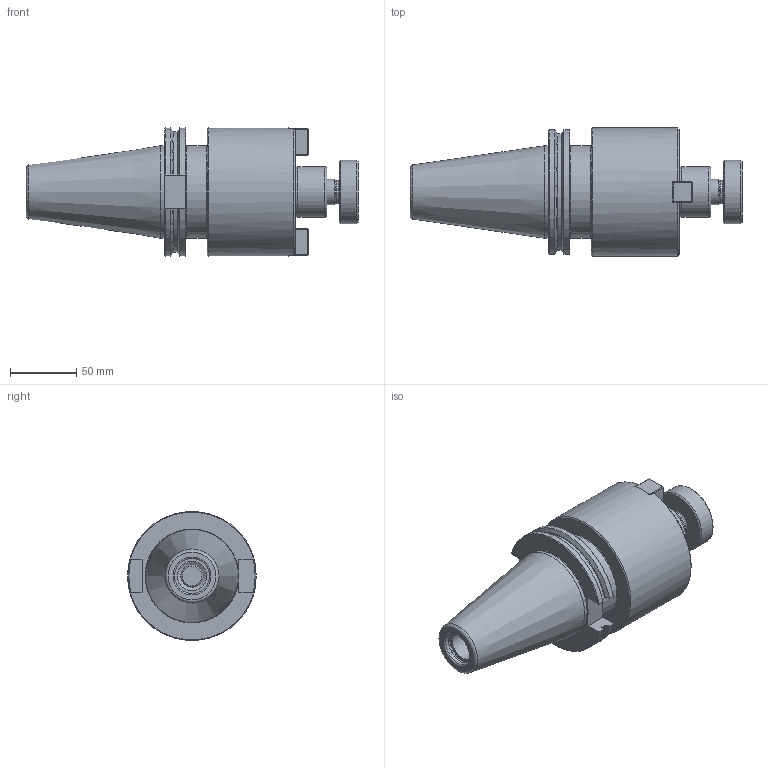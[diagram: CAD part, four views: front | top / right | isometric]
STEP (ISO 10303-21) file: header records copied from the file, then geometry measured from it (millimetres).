
FILE_DESCRIPTION(/* description */ (''),/* implementation_level */ '2;1');
FILE_NAME(/* name */ 'CAT50-SM150-0400.stp',/* time_stamp */ '2019-07-24T14:48:33-05:00',/* author */ ('ldfli'),/* organization */ (''),/* preprocessor_version */ 'ST-DEVELOPER v18',/* originating_system */ 'Autodesk Inventor LT',/* authorisation */ '');
FILE_SCHEMA (('AUTOMOTIVE_DESIGN { 1 0 10303 214 3 1 1 }'));
Length unit declared in the file: millimetre
Products named in the file (1): CAT50-SM150-0400
Bounding box: 250.62 x 97 x 97.13 mm (x, y, z)
Volume: 912923.1 mm3; surface area: 97740.1 mm2
Topology: 4 solids, 4 shells, 180 faces, 449 edges, 295 vertices
Faces by surface type: plane 109, cylinder 34, cone 24, torus 13
Full cylindrical faces by diameter (mm): 4.917 x2, 6 x2, 6.5 x2, 10 x3, 11.2 x2, 17.323 x1, 17.526 x1, 19.05 x1, 21.971 x1, 26.2 x1, 26.7 x1, 28 x1, 37.6 x1, 38.1 x1, 48 x1, 69.85 x1, 69.857 x1, 97 x1
Entity records: 5464 total; most frequent: CARTESIAN_POINT 1029, DIRECTION 955, ORIENTED_EDGE 894, EDGE_CURVE 447, AXIS2_PLACEMENT_3D 356, VERTEX_POINT 295, LINE 243, VECTOR 243
